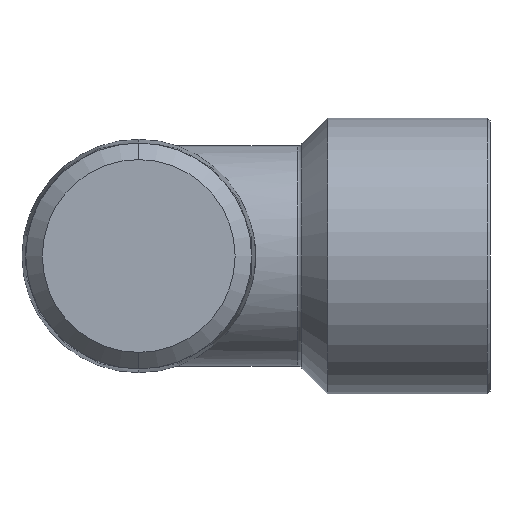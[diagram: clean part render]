
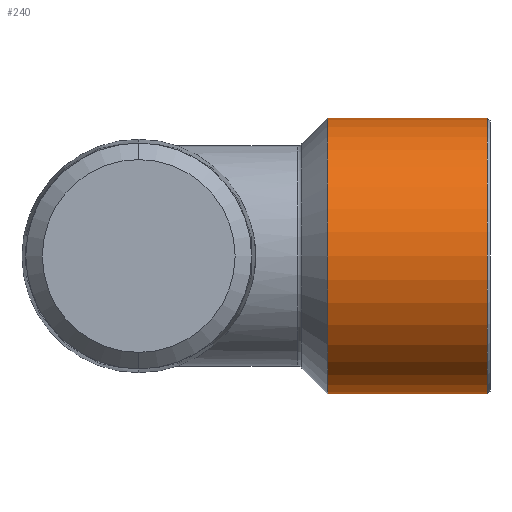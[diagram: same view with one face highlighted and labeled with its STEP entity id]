
A CAD part, front view. The second image highlights one B-rep face of the part: STEP entity #240.
In plain terms, the highlighted cylindrical face has radius 10 mm (diameter 20 mm), a partial arc.
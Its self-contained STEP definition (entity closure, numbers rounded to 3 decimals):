
#108 = CARTESIAN_POINT ( 'NONE',  ( -9.536, 0., -10. ) ) ;
#109 = DIRECTION ( 'NONE',  ( -1., 0., 0. ) ) ;
#113 = CARTESIAN_POINT ( 'NONE',  ( -9.536, 0., 10. ) ) ;
#114 = DIRECTION ( 'NONE',  ( -1., 0., 0. ) ) ;
#181 = EDGE_CURVE ( 'NONE', #555, #563, #629, .T. ) ;
#183 = EDGE_CURVE ( 'NONE', #562, #564, #630, .T. ) ;
#208 = EDGE_CURVE ( 'NONE', #564, #563, #328, .T. ) ;
#212 = EDGE_CURVE ( 'NONE', #555, #562, #340, .T. ) ;
#240 = ADVANCED_FACE ( 'NONE', ( #668 ), #669, .T. ) ;
#300 = VECTOR ( 'NONE', #109, 1000. ) ;
#303 = VECTOR ( 'NONE', #114, 1000. ) ;
#328 = CIRCLE ( 'NONE', #341, 10. ) ;
#340 = CIRCLE ( 'NONE', #346, 10. ) ;
#341 = AXIS2_PLACEMENT_3D ( 'NONE', #699, #700, #701 ) ;
#346 = AXIS2_PLACEMENT_3D ( 'NONE', #713, #714, #715 ) ;
#387 = AXIS2_PLACEMENT_3D ( 'NONE', #996, #997, #998 ) ;
#503 = ORIENTED_EDGE ( 'NONE', *, *, #183, .T. ) ;
#506 = ORIENTED_EDGE ( 'NONE', *, *, #181, .F. ) ;
#507 = ORIENTED_EDGE ( 'NONE', *, *, #212, .T. ) ;
#509 = ORIENTED_EDGE ( 'NONE', *, *, #208, .T. ) ;
#555 = VERTEX_POINT ( 'NONE', #1040 ) ;
#562 = VERTEX_POINT ( 'NONE', #1047 ) ;
#563 = VERTEX_POINT ( 'NONE', #1048 ) ;
#564 = VERTEX_POINT ( 'NONE', #1049 ) ;
#590 = EDGE_LOOP ( 'NONE', ( #506, #507, #503, #509 ) ) ;
#629 = LINE ( 'NONE', #108, #300 ) ;
#630 = LINE ( 'NONE', #113, #303 ) ;
#668 = FACE_OUTER_BOUND ( 'NONE', #590, .T. ) ;
#669 = CYLINDRICAL_SURFACE ( 'NONE', #387, 10. ) ;
#699 = CARTESIAN_POINT ( 'NONE',  ( 13.707, 0., 0. ) ) ;
#700 = DIRECTION ( 'NONE',  ( 1., 0., 0. ) ) ;
#701 = DIRECTION ( 'NONE',  ( 0., 0., -1. ) ) ;
#713 = CARTESIAN_POINT ( 'NONE',  ( 25.3, 0., 0. ) ) ;
#714 = DIRECTION ( 'NONE',  ( -1., 0., 0. ) ) ;
#715 = DIRECTION ( 'NONE',  ( 0., 0., 1. ) ) ;
#996 = CARTESIAN_POINT ( 'NONE',  ( -9.536, 0., 0. ) ) ;
#997 = DIRECTION ( 'NONE',  ( -1., 0., 0. ) ) ;
#998 = DIRECTION ( 'NONE',  ( 0., 0., 1. ) ) ;
#1040 = CARTESIAN_POINT ( 'NONE',  ( 25.3, 0., -10. ) ) ;
#1047 = CARTESIAN_POINT ( 'NONE',  ( 25.3, 0., 10. ) ) ;
#1048 = CARTESIAN_POINT ( 'NONE',  ( 13.707, 0., -10. ) ) ;
#1049 = CARTESIAN_POINT ( 'NONE',  ( 13.707, 0., 10. ) ) ;
